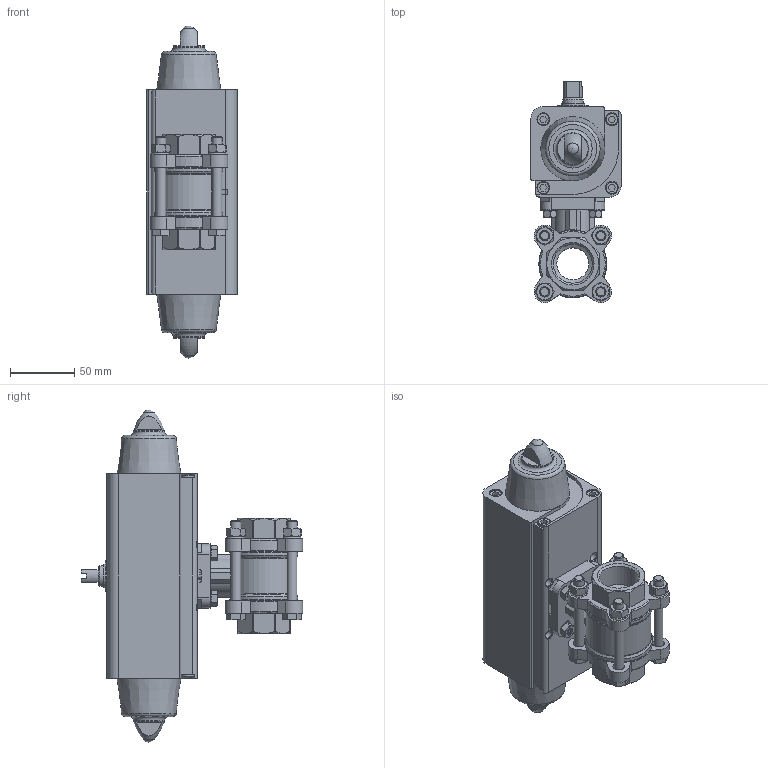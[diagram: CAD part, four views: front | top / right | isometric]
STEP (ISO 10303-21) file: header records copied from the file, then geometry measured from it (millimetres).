
FILE_DESCRIPTION(/* description */ ('STEP AP214'),/* implementation_level */ '2;1');
FILE_NAME(/* name */ '1758073_VZBA-1-GG-63-T-22-F0405-V4V4T-PS30-R-90-4-C',/* time_stamp */ '2024-09-17T23:35:47+02:00',/* author */ ('License CC BY-ND 4.0'),/* organization */ ('CADENAS'),/* preprocessor_version */ 'ST-DEVELOPER v19.3',/* originating_system */ 'PARTsolutions',/* authorisation */ ' ');
FILE_SCHEMA (('AUTOMOTIVE_DESIGN {1 0 10303 214 3 1 1}'));
Length unit declared in the file: millimetre
Products named in the file (8): 1758073 VZBA-1"-GG-63-T-22-F0405-V4V4T-PS30-R-90-4-C; 1686640 VZBA-1''-GG-63-T-22-F0405-V4V4T; 690067 S 6 A2; DIN 934 - M6(F); DIN-913 - M6x25; 8082120 DARQ-R-A-S14-S11-16; 533487 DAPS-0030-090-RS4-F0507---(1); 533487 DAPS-0030-090-RS4-F0507---(2)
Assembly tree (15 placements, depth 2):
  1758073 VZBA-1"-GG-63-T-22-F0405-V4V4T-PS30-R-90-4-C
    690067 S 6 A2  x4
    DIN 934 - M6(F)  x4
    DIN-913 - M6x25  x4
    8082120 DARQ-R-A-S14-S11-16
    533487 DAPS-0030-090-RS4-F0507---(1)
    533487 DAPS-0030-090-RS4-F0507---(2)
  1686640 VZBA-1''-GG-63-T-22-F0405-V4V4T
Bounding box: 70.4 x 172.64 x 259 mm (x, y, z)
Volume: 1045996.7 mm3; surface area: 137135.1 mm2
Topology: 16 solids, 16 shells, 742 faces, 1840 edges, 1174 vertices
Faces by surface type: plane 415, cylinder 166, cone 125, torus 34, sphere 2
Full cylindrical faces by diameter (mm): 4.134 x8, 4.8 x1, 4.917 x9, 6 x4, 6.4 x4, 6.647 x4, 7.75 x4, 8 x4, 8.566 x2, 9 x9, 10 x12, 15 x1, 16 x1, 18.4 x1, 24 x2, 25 x1, 28 x2, 30.291 x2, 32.2 x1, 53 x2
Entity records: 18685 total; most frequent: CARTESIAN_POINT 3865, DIRECTION 2987, ORIENTED_EDGE 2814, EDGE_CURVE 1407, AXIS2_PLACEMENT_3D 1098, VERTEX_POINT 1011, FACE_BOUND 894, EDGE_LOOP 875
